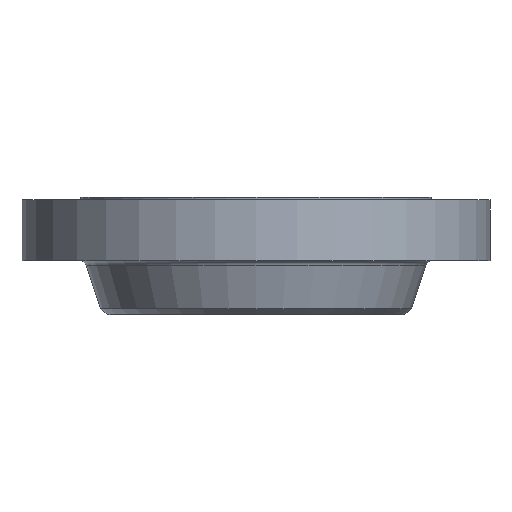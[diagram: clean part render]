
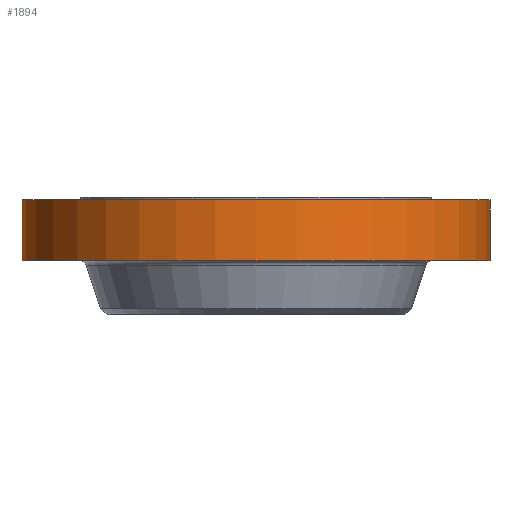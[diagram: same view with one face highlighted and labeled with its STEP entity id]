
A CAD part, front view. The second image highlights one B-rep face of the part: STEP entity #1894.
In plain terms, the highlighted cylindrical face has radius 619.125 mm (diameter 1238.25 mm), a partial arc.
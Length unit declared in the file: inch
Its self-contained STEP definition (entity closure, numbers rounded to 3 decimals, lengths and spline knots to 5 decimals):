
#57 = EDGE_CURVE ( 'NONE', #907, #1969, #1490, .T. ) ;
#69 = EDGE_CURVE ( 'NONE', #907, #1752, #694, .T. ) ;
#73 = CYLINDRICAL_SURFACE ( 'NONE', #1042, 24.375 ) ;
#77 = CARTESIAN_POINT ( 'NONE',  ( 24.375, 0., 0. ) ) ;
#90 = CARTESIAN_POINT ( 'NONE',  ( 0., 0., 0. ) ) ;
#92 = EDGE_CURVE ( 'NONE', #1752, #1141, #745, .T. ) ;
#134 = EDGE_LOOP ( 'NONE', ( #565, #497, #1063, #1097 ) ) ;
#167 = VECTOR ( 'NONE', #546, 39.37008 ) ;
#210 = CARTESIAN_POINT ( 'NONE',  ( 0., 0., -0.25 ) ) ;
#298 = EDGE_CURVE ( 'NONE', #1969, #1141, #397, .T. ) ;
#397 = CIRCLE ( 'NONE', #980, 24.375 ) ;
#497 = ORIENTED_EDGE ( 'NONE', *, *, #69, .T. ) ;
#546 = DIRECTION ( 'NONE',  ( 0., 0., 1. ) ) ;
#565 = ORIENTED_EDGE ( 'NONE', *, *, #57, .F. ) ;
#670 = DIRECTION ( 'NONE',  ( 1., 0., 0. ) ) ;
#694 = CIRCLE ( 'NONE', #1799, 24.375 ) ;
#745 = LINE ( 'NONE', #77, #1700 ) ;
#803 = CARTESIAN_POINT ( 'NONE',  ( -24.375, 0., -6.5625 ) ) ;
#843 = DIRECTION ( 'NONE',  ( 0., 0., 1. ) ) ;
#874 = DIRECTION ( 'NONE',  ( 0., 0., 1. ) ) ;
#907 = VERTEX_POINT ( 'NONE', #803 ) ;
#980 = AXIS2_PLACEMENT_3D ( 'NONE', #210, #843, #670 ) ;
#1016 = FACE_OUTER_BOUND ( 'NONE', #134, .T. ) ;
#1041 = CARTESIAN_POINT ( 'NONE',  ( 0., 0., -6.5625 ) ) ;
#1042 = AXIS2_PLACEMENT_3D ( 'NONE', #90, #1321, #1190 ) ;
#1063 = ORIENTED_EDGE ( 'NONE', *, *, #92, .T. ) ;
#1097 = ORIENTED_EDGE ( 'NONE', *, *, #298, .F. ) ;
#1141 = VERTEX_POINT ( 'NONE', #1780 ) ;
#1162 = CARTESIAN_POINT ( 'NONE',  ( -24.375, 0., 0. ) ) ;
#1190 = DIRECTION ( 'NONE',  ( 1., 0., 0. ) ) ;
#1321 = DIRECTION ( 'NONE',  ( 0., 0., 1. ) ) ;
#1472 = DIRECTION ( 'NONE',  ( 1., 0., 0. ) ) ;
#1490 = LINE ( 'NONE', #1162, #167 ) ;
#1700 = VECTOR ( 'NONE', #1953, 39.37008 ) ;
#1723 = CARTESIAN_POINT ( 'NONE',  ( 24.375, 0., -6.5625 ) ) ;
#1752 = VERTEX_POINT ( 'NONE', #1723 ) ;
#1780 = CARTESIAN_POINT ( 'NONE',  ( 24.375, 0., -0.25 ) ) ;
#1799 = AXIS2_PLACEMENT_3D ( 'NONE', #1041, #874, #1472 ) ;
#1834 = CARTESIAN_POINT ( 'NONE',  ( -24.375, 0., -0.25 ) ) ;
#1894 = ADVANCED_FACE ( 'NONE', ( #1016 ), #73, .T. ) ;
#1953 = DIRECTION ( 'NONE',  ( 0., 0., 1. ) ) ;
#1969 = VERTEX_POINT ( 'NONE', #1834 ) ;
